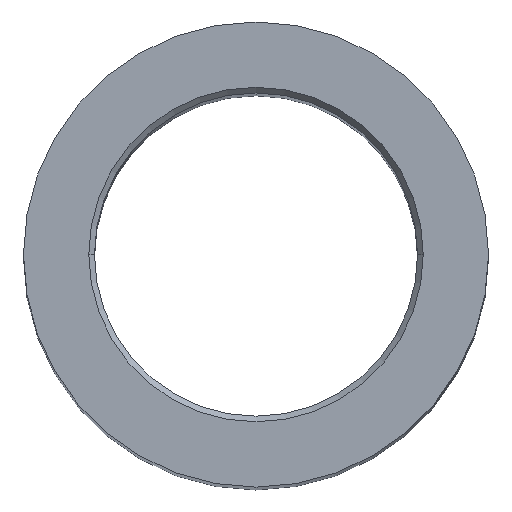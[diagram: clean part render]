
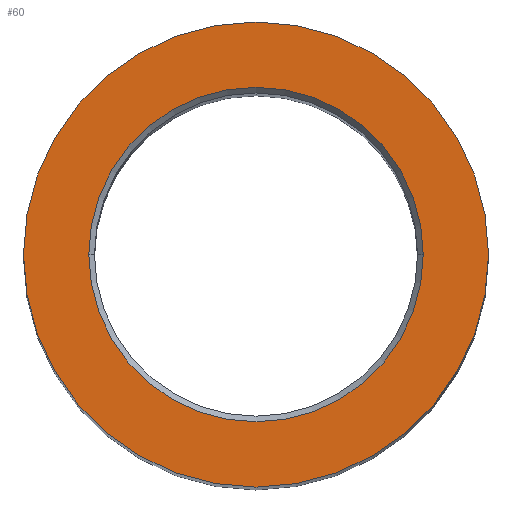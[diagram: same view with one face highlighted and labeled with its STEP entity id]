
A CAD part, top view. The second image highlights one B-rep face of the part: STEP entity #60.
In plain terms, the highlighted planar face has unit normal (0, 0, 1).
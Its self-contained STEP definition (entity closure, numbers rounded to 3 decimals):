
#12 = CARTESIAN_POINT ( 'NONE',  ( 5.034, 0., 0. ) ) ;
#13 = DIRECTION ( 'NONE',  ( 1., 0., 0. ) ) ;
#14 = DIRECTION ( 'NONE',  ( 0., 0., 1. ) ) ;
#15 = AXIS2_PLACEMENT_3D ( 'NONE', #22, #14, #13 ) ;
#16 = CIRCLE ( 'NONE', #15, 5.034 ) ;
#17 = DIRECTION ( 'NONE',  ( 1., 0., 0. ) ) ;
#18 = DIRECTION ( 'NONE',  ( 0., 0., 1. ) ) ;
#19 = CARTESIAN_POINT ( 'NONE',  ( 0., 0., 0. ) ) ;
#20 = AXIS2_PLACEMENT_3D ( 'NONE', #19, #18, #17 ) ;
#21 = CIRCLE ( 'NONE', #20, 7. ) ;
#22 = CARTESIAN_POINT ( 'NONE',  ( 0., 0., 0. ) ) ;
#52 = ORIENTED_EDGE ( 'NONE', *, *, #53, .T. ) ;
#53 = EDGE_CURVE ( 'NONE', #102, #191, #21, .T. ) ;
#54 = EDGE_CURVE ( 'NONE', #66, #55, #16, .T. ) ;
#55 = VERTEX_POINT ( 'NONE', #12 ) ;
#60 = ADVANCED_FACE ( 'NONE', ( #125, #124 ), #123, .F. ) ;
#61 = EDGE_LOOP ( 'NONE', ( #62, #52 ) ) ;
#62 = ORIENTED_EDGE ( 'NONE', *, *, #190, .T. ) ;
#66 = VERTEX_POINT ( 'NONE', #202 ) ;
#102 = VERTEX_POINT ( 'NONE', #210 ) ;
#117 = DIRECTION ( 'NONE',  ( -1., 0., 0. ) ) ;
#118 = DIRECTION ( 'NONE',  ( 0., 0., -1. ) ) ;
#119 = AXIS2_PLACEMENT_3D ( 'NONE', #122, #118, #117 ) ;
#122 = CARTESIAN_POINT ( 'NONE',  ( 0., 7., 0. ) ) ;
#123 = PLANE ( 'NONE',  #119 ) ;
#124 = FACE_BOUND ( 'NONE', #150, .T. ) ;
#125 = FACE_OUTER_BOUND ( 'NONE', #61, .T. ) ;
#150 = EDGE_LOOP ( 'NONE', ( #159, #166 ) ) ;
#159 = ORIENTED_EDGE ( 'NONE', *, *, #160, .F. ) ;
#160 = EDGE_CURVE ( 'NONE', #55, #66, #266, .T. ) ;
#166 = ORIENTED_EDGE ( 'NONE', *, *, #54, .F. ) ;
#190 = EDGE_CURVE ( 'NONE', #191, #102, #334, .T. ) ;
#191 = VERTEX_POINT ( 'NONE', #329 ) ;
#202 = CARTESIAN_POINT ( 'NONE',  ( -5.034, 0., 0. ) ) ;
#210 = CARTESIAN_POINT ( 'NONE',  ( -7., 0., 0. ) ) ;
#262 = DIRECTION ( 'NONE',  ( 1., 0., 0. ) ) ;
#263 = DIRECTION ( 'NONE',  ( 0., 0., 1. ) ) ;
#264 = CARTESIAN_POINT ( 'NONE',  ( 0., 0., 0. ) ) ;
#265 = AXIS2_PLACEMENT_3D ( 'NONE', #264, #263, #262 ) ;
#266 = CIRCLE ( 'NONE', #265, 5.034 ) ;
#329 = CARTESIAN_POINT ( 'NONE',  ( 7., 0., 0. ) ) ;
#330 = DIRECTION ( 'NONE',  ( 1., 0., 0. ) ) ;
#331 = DIRECTION ( 'NONE',  ( 0., 0., 1. ) ) ;
#332 = CARTESIAN_POINT ( 'NONE',  ( 0., 0., 0. ) ) ;
#333 = AXIS2_PLACEMENT_3D ( 'NONE', #332, #331, #330 ) ;
#334 = CIRCLE ( 'NONE', #333, 7. ) ;
